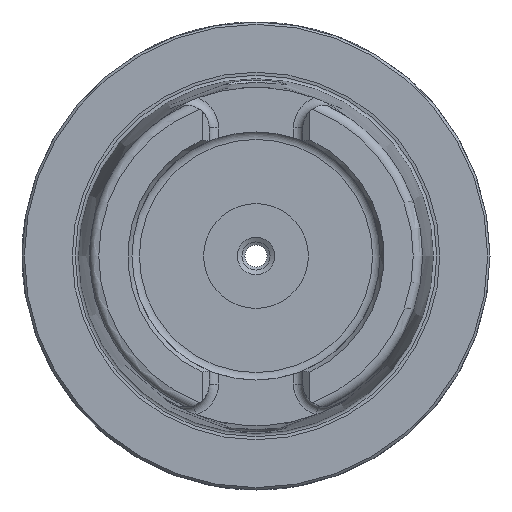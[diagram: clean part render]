
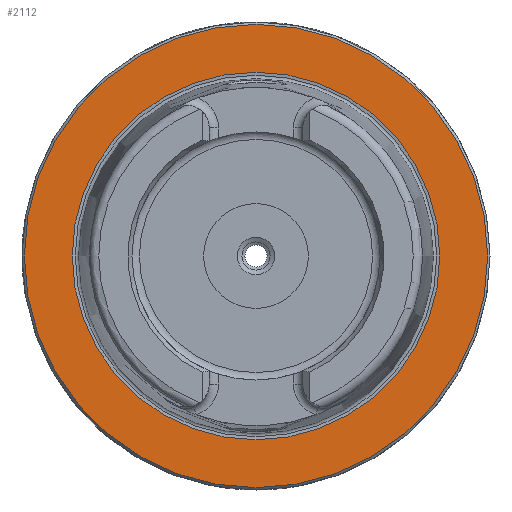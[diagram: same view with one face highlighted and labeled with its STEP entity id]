
A CAD part, left-side view. The second image highlights one B-rep face of the part: STEP entity #2112.
In plain terms, the highlighted planar face has unit normal (-1, 0, 0).
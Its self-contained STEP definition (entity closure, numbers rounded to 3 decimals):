
#144=FACE_BOUND('',#654,.T.);
#179=PLANE('',#2385);
#522=FACE_OUTER_BOUND('',#653,.T.);
#653=EDGE_LOOP('',(#1927));
#654=EDGE_LOOP('',(#1928));
#789=CIRCLE('',#2384,39.275);
#790=CIRCLE('',#2386,49.5);
#1006=VERTEX_POINT('',#4605);
#1007=VERTEX_POINT('',#4609);
#1318=EDGE_CURVE('',#1006,#1006,#789,.T.);
#1319=EDGE_CURVE('',#1007,#1007,#790,.T.);
#1927=ORIENTED_EDGE('',*,*,#1319,.F.);
#1928=ORIENTED_EDGE('',*,*,#1318,.T.);
#2112=ADVANCED_FACE('',(#522,#144),#179,.T.);
#2384=AXIS2_PLACEMENT_3D('',#4607,#2988,#2989);
#2385=AXIS2_PLACEMENT_3D('',#4608,#2990,#2991);
#2386=AXIS2_PLACEMENT_3D('',#4610,#2992,#2993);
#2988=DIRECTION('center_axis',(1.,0.,0.));
#2989=DIRECTION('ref_axis',(0.,0.,-1.));
#2990=DIRECTION('center_axis',(-1.,0.,0.));
#2991=DIRECTION('ref_axis',(0.,0.,1.));
#2992=DIRECTION('center_axis',(1.,0.,0.));
#2993=DIRECTION('ref_axis',(0.,0.,-1.));
#4605=CARTESIAN_POINT('',(0.,-39.275,0.));
#4607=CARTESIAN_POINT('Origin',(0.,0.,0.));
#4608=CARTESIAN_POINT('Origin',(0.,49.5,0.));
#4609=CARTESIAN_POINT('',(0.,-49.5,0.));
#4610=CARTESIAN_POINT('Origin',(0.,0.,0.));
